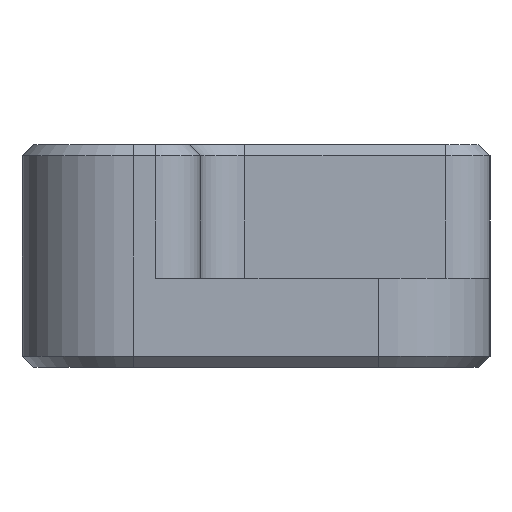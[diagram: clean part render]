
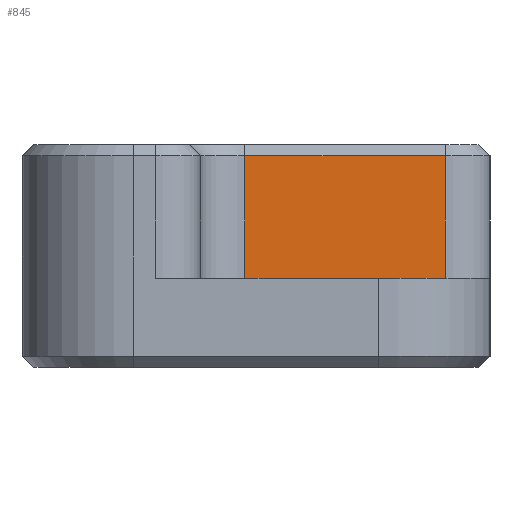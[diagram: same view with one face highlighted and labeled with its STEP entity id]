
A CAD part, left-side view. The second image highlights one B-rep face of the part: STEP entity #845.
In plain terms, the highlighted planar face has unit normal (-1, 0, 0).
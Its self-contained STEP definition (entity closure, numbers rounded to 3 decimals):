
#77 = VERTEX_POINT ( 'NONE', #2204 ) ;
#134 = LINE ( 'NONE', #2369, #943 ) ;
#279 = LINE ( 'NONE', #2541, #1885 ) ;
#329 = EDGE_CURVE ( 'NONE', #1251, #77, #134, .T. ) ;
#407 = EDGE_CURVE ( 'NONE', #1104, #1251, #1932, .T. ) ;
#426 = CARTESIAN_POINT ( 'NONE',  ( 5., 0., 10. ) ) ;
#432 = ORIENTED_EDGE ( 'NONE', *, *, #329, .T. ) ;
#641 = EDGE_CURVE ( 'NONE', #962, #1104, #659, .T. ) ;
#658 = CARTESIAN_POINT ( 'NONE',  ( 5., 3., 4. ) ) ;
#659 = LINE ( 'NONE', #1904, #978 ) ;
#670 = DIRECTION ( 'NONE',  ( 0., 0., -1. ) ) ;
#778 = DIRECTION ( 'NONE',  ( -1., 0., 0. ) ) ;
#845 = ADVANCED_FACE ( 'NONE', ( #2507 ), #2306, .T. ) ;
#934 = CARTESIAN_POINT ( 'NONE',  ( 5., -6., 9.5 ) ) ;
#943 = VECTOR ( 'NONE', #1811, 1000. ) ;
#962 = VERTEX_POINT ( 'NONE', #658 ) ;
#978 = VECTOR ( 'NONE', #2322, 1000. ) ;
#1037 = ORIENTED_EDGE ( 'NONE', *, *, #641, .T. ) ;
#1104 = VERTEX_POINT ( 'NONE', #1225 ) ;
#1184 = ORIENTED_EDGE ( 'NONE', *, *, #2549, .T. ) ;
#1225 = CARTESIAN_POINT ( 'NONE',  ( 5., -6., 4. ) ) ;
#1251 = VERTEX_POINT ( 'NONE', #934 ) ;
#1333 = CARTESIAN_POINT ( 'NONE',  ( 5., -6., 10. ) ) ;
#1811 = DIRECTION ( 'NONE',  ( 0., 1., 0. ) ) ;
#1885 = VECTOR ( 'NONE', #670, 1000. ) ;
#1904 = CARTESIAN_POINT ( 'NONE',  ( 5., 0., 4. ) ) ;
#1932 = LINE ( 'NONE', #1333, #2127 ) ;
#2127 = VECTOR ( 'NONE', #2357, 1000. ) ;
#2204 = CARTESIAN_POINT ( 'NONE',  ( 5., 3., 9.5 ) ) ;
#2306 = PLANE ( 'NONE',  #2636 ) ;
#2322 = DIRECTION ( 'NONE',  ( 0., -1., 0. ) ) ;
#2357 = DIRECTION ( 'NONE',  ( 0., 0., 1. ) ) ;
#2369 = CARTESIAN_POINT ( 'NONE',  ( 5., 0., 9.5 ) ) ;
#2431 = EDGE_LOOP ( 'NONE', ( #2649, #432, #1184, #1037 ) ) ;
#2507 = FACE_OUTER_BOUND ( 'NONE', #2431, .T. ) ;
#2541 = CARTESIAN_POINT ( 'NONE',  ( 5., 3., 10. ) ) ;
#2549 = EDGE_CURVE ( 'NONE', #77, #962, #279, .T. ) ;
#2636 = AXIS2_PLACEMENT_3D ( 'NONE', #426, #778, #2654 ) ;
#2649 = ORIENTED_EDGE ( 'NONE', *, *, #407, .T. ) ;
#2654 = DIRECTION ( 'NONE',  ( 0., 0., 1. ) ) ;
